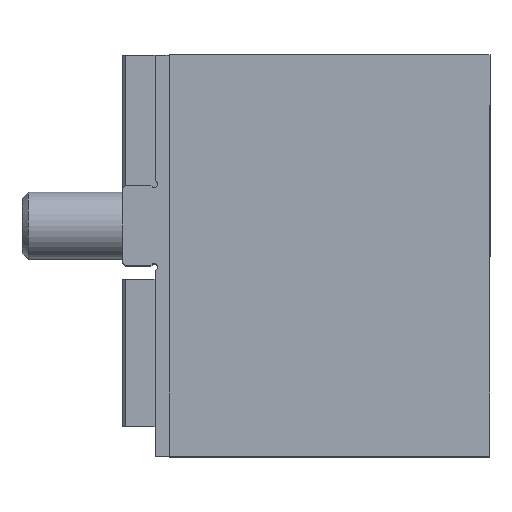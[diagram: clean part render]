
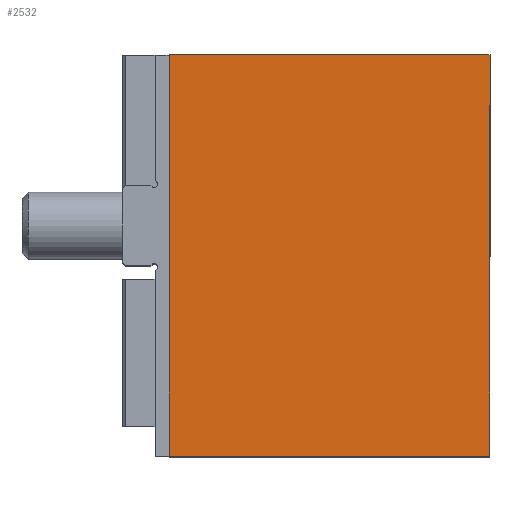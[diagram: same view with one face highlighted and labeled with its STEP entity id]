
A CAD part, top view. The second image highlights one B-rep face of the part: STEP entity #2532.
In plain terms, the highlighted planar face has unit normal (0, 0, 1).
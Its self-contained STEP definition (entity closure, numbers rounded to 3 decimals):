
#2126=CARTESIAN_POINT('',(50.,13.,109.5));
#2127=VERTEX_POINT('',#2126);
#2134=CARTESIAN_POINT('',(2.0,13.,109.5));
#2135=VERTEX_POINT('',#2134);
#2136=CARTESIAN_POINT('',(2.0,13.,109.5));
#2137=DIRECTION('',(1.0,0.0,0.0));
#2138=VECTOR('',#2137,48.);
#2139=LINE('',#2136,#2138);
#2140=EDGE_CURVE('',#2135,#2127,#2139,.T.);
#2250=CARTESIAN_POINT('',(2.,73.0,109.5));
#2251=VERTEX_POINT('',#2250);
#2258=CARTESIAN_POINT('',(50.0,73.0,109.5));
#2259=VERTEX_POINT('',#2258);
#2260=CARTESIAN_POINT('',(50.0,73.0,109.5));
#2261=DIRECTION('',(-1.0,0.0,0.0));
#2262=VECTOR('',#2261,48.);
#2263=LINE('',#2260,#2262);
#2264=EDGE_CURVE('',#2259,#2251,#2263,.T.);
#2375=CARTESIAN_POINT('',(50.0,73.0,109.5));
#2376=DIRECTION('',(0.0,-1.0,0.0));
#2377=VECTOR('',#2376,60.);
#2378=LINE('',#2375,#2377);
#2379=EDGE_CURVE('',#2259,#2127,#2378,.T.);
#2516=CARTESIAN_POINT('',(86.326,93.0,109.5));
#2517=DIRECTION('',(0.0,0.0,-1.0));
#2518=DIRECTION('',(-1.0,0.0,0.0));
#2519=AXIS2_PLACEMENT_3D('',#2516,#2517,#2518);
#2520=PLANE('',#2519);
#2521=ORIENTED_EDGE('',*,*,#2379,.F.);
#2522=ORIENTED_EDGE('',*,*,#2264,.T.);
#2523=CARTESIAN_POINT('',(2.0,13.,109.5));
#2524=DIRECTION('',(0.0,1.0,0.0));
#2525=VECTOR('',#2524,60.);
#2526=LINE('',#2523,#2525);
#2527=EDGE_CURVE('',#2135,#2251,#2526,.T.);
#2528=ORIENTED_EDGE('',*,*,#2527,.F.);
#2529=ORIENTED_EDGE('',*,*,#2140,.T.);
#2530=EDGE_LOOP('',(#2521,#2522,#2528,#2529));
#2531=FACE_OUTER_BOUND('',#2530,.T.);
#2532=ADVANCED_FACE('',(#2531),#2520,.F.);
